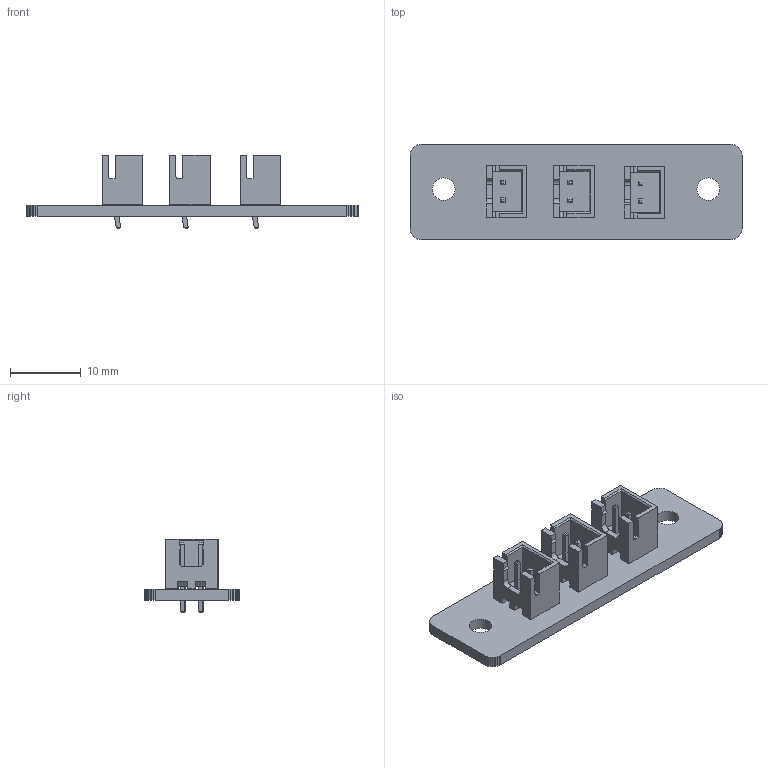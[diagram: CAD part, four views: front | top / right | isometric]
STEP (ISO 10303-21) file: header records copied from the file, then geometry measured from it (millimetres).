
FILE_DESCRIPTION(('KiCad electronic assembly'),'2;1');
FILE_NAME('jstxh splitter board.step','2024-03-28T10:53:49',('Pcbnew'),( 'Kicad'),'Open CASCADE STEP processor 7.6','KiCad to STEP converter' ,'Unknown');
FILE_SCHEMA(('AUTOMOTIVE_DESIGN { 1 0 10303 214 1 1 1 1 }'));
Length unit declared in the file: millimetre
Products named in the file (4): jstxh splitter board 1; JST_XH_B2B-XH-A_1x02_P2.50mm_Vertical; SOLID; jstxh splitter board PCB
Assembly tree (5 placements, depth 3):
  jstxh splitter board 1
    JST_XH_B2B-XH-A_1x02_P2.50mm_Vertical  x3
      SOLID
    jstxh splitter board PCB
Bounding box: 46.83 x 13.49 x 10.4 mm (x, y, z)
Volume: 1435.1 mm3; surface area: 2670.2 mm2
Topology: 4 solids, 4 shells, 324 faces, 882 edges, 578 vertices
Faces by surface type: plane 301, cylinder 23
Full cylindrical faces by diameter (mm): 1 x6, 1.2 x3, 3.2 x2
Entity records: 10669 total; most frequent: CARTESIAN_POINT 1774, DIRECTION 1522, LINE 1152, VECTOR 1152, ORIENTED_EDGE 808, PCURVE 808, DEFINITIONAL_REPRESENTATION 808, EDGE_CURVE 404
